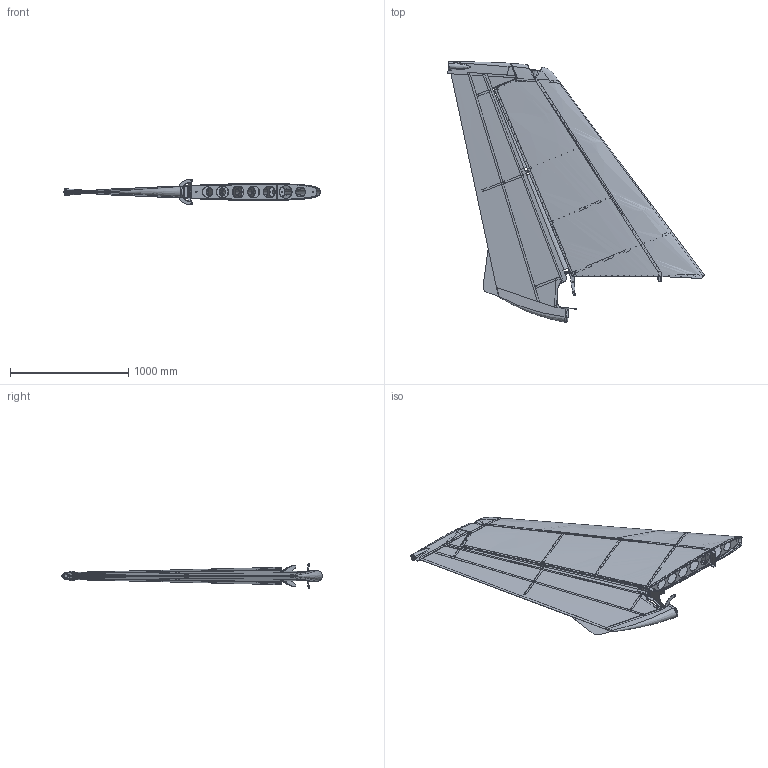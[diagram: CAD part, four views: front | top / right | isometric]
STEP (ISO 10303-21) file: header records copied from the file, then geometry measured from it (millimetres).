
FILE_DESCRIPTION(('FreeCAD Model'),'2;1');
FILE_NAME('Open CASCADE Shape Model','2025-04-26T23:31:17',('FreeCAD'),( 'FreeCAD'),'Open CASCADE STEP processor 7.6','FreeCAD','Unknown');
FILE_SCHEMA(('AUTOMOTIVE_DESIGN { 1 0 10303 214 1 1 1 1 }'));
Products named in the file (1): Open CASCADE STEP translator 7.6 1
Bounding box: 2166.04 x 2203.06 x 216.73 mm (x, y, z)
Volume: 8744391.4 mm3; surface area: 14383198.7 mm2
Topology: 56 solids, 56 shells, 2835 faces, 8109 edges, 5385 vertices
Faces by surface type: bspline 2835
Entity records: 217408 total; most frequent: CARTESIAN_POINT 168107, ORIENTED_EDGE 16214, EDGE_CURVE 8107, B_SPLINE_CURVE_WITH_KNOTS 6748, VERTEX_POINT 5385, FACE_BOUND 4108, EDGE_LOOP 4108, ADVANCED_FACE 2835
